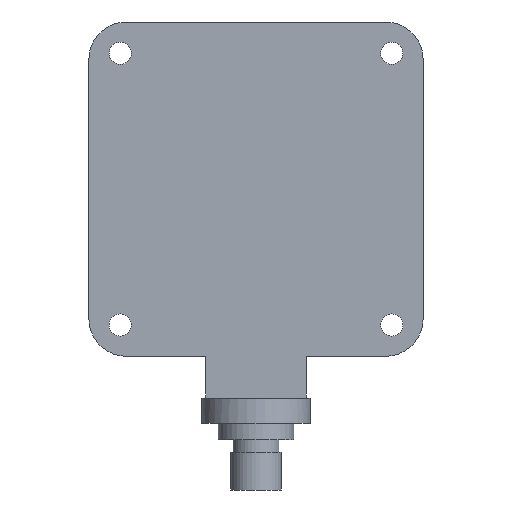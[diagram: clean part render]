
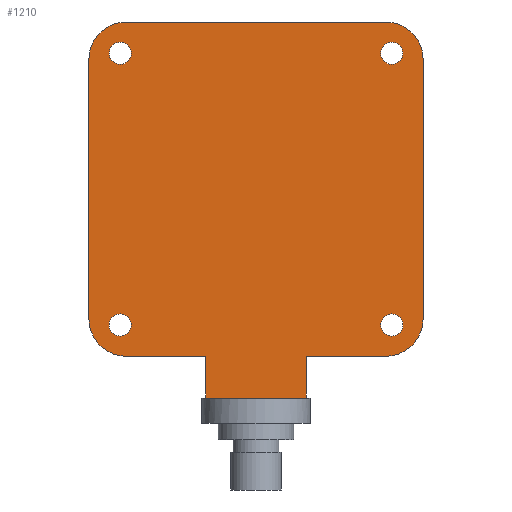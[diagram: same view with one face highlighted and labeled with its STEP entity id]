
A CAD part, front view. The second image highlights one B-rep face of the part: STEP entity #1210.
In plain terms, the highlighted planar face has unit normal (0, -1, 0).
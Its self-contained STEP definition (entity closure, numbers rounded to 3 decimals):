
#234=CARTESIAN_POINT('',(32.5,-26.,32.5));
#235=DIRECTION('',(0.,1.,0.));
#236=DIRECTION('',(1.,0.,0.));
#237=AXIS2_PLACEMENT_3D('',#234,#235,#236);
#242=CARTESIAN_POINT('',(32.5,-26.,32.5));
#243=DIRECTION('',(0.,1.,0.));
#244=DIRECTION('',(-1.,0.,0.));
#245=AXIS2_PLACEMENT_3D('',#242,#243,#244);
#250=CARTESIAN_POINT('',(32.5,-26.,-32.5));
#251=DIRECTION('',(0.,1.,0.));
#252=DIRECTION('',(0.,0.,-1.));
#253=AXIS2_PLACEMENT_3D('',#250,#251,#252);
#258=CARTESIAN_POINT('',(32.5,-26.,-32.5));
#259=DIRECTION('',(0.,1.,0.));
#260=DIRECTION('',(0.,0.,1.));
#261=AXIS2_PLACEMENT_3D('',#258,#259,#260);
#266=CARTESIAN_POINT('',(-32.5,-26.,-32.5));
#267=DIRECTION('',(0.,1.,0.));
#268=DIRECTION('',(-1.,0.,0.));
#269=AXIS2_PLACEMENT_3D('',#266,#267,#268);
#274=CARTESIAN_POINT('',(-32.5,-26.,-32.5));
#275=DIRECTION('',(0.,1.,0.));
#276=DIRECTION('',(1.,0.,0.));
#277=AXIS2_PLACEMENT_3D('',#274,#275,#276);
#282=CARTESIAN_POINT('',(-32.5,-26.,32.5));
#283=DIRECTION('',(0.,1.,0.));
#284=DIRECTION('',(0.,0.,1.));
#285=AXIS2_PLACEMENT_3D('',#282,#283,#284);
#290=CARTESIAN_POINT('',(-32.5,-26.,32.5));
#291=DIRECTION('',(0.,1.,0.));
#292=DIRECTION('',(0.,0.,-1.));
#293=AXIS2_PLACEMENT_3D('',#290,#291,#292);
#298=DIRECTION('',(1.,0.,0.));
#299=VECTOR('',#298,19.);
#300=CARTESIAN_POINT('',(12.,-26.,-40.));
#301=LINE('',#300,#299);
#305=DIRECTION('',(0.,0.,-1.));
#306=VECTOR('',#305,10.);
#307=CARTESIAN_POINT('',(12.,-26.,-40.));
#308=LINE('',#307,#306);
#312=DIRECTION('',(1.,0.,0.));
#313=VECTOR('',#312,19.);
#314=CARTESIAN_POINT('',(-31.,-26.,-40.));
#315=LINE('',#314,#313);
#319=CARTESIAN_POINT('',(-31.,-26.,-31.));
#320=DIRECTION('',(0.,-1.,0.));
#321=DIRECTION('',(-1.,0.,0.));
#322=AXIS2_PLACEMENT_3D('',#319,#320,#321);
#327=DIRECTION('',(0.,0.,-1.));
#328=VECTOR('',#327,62.);
#329=CARTESIAN_POINT('',(-40.,-26.,31.));
#330=LINE('',#329,#328);
#334=CARTESIAN_POINT('',(-31.,-26.,31.));
#335=DIRECTION('',(0.,-1.,0.));
#336=DIRECTION('',(0.,0.,1.));
#337=AXIS2_PLACEMENT_3D('',#334,#335,#336);
#342=DIRECTION('',(-1.,0.,0.));
#343=VECTOR('',#342,62.);
#344=CARTESIAN_POINT('',(31.,-26.,40.));
#345=LINE('',#344,#343);
#349=CARTESIAN_POINT('',(31.,-26.,31.));
#350=DIRECTION('',(0.,-1.,0.));
#351=DIRECTION('',(1.,0.,0.));
#352=AXIS2_PLACEMENT_3D('',#349,#350,#351);
#357=DIRECTION('',(0.,0.,1.));
#358=VECTOR('',#357,62.);
#359=CARTESIAN_POINT('',(40.,-26.,-31.));
#360=LINE('',#359,#358);
#364=CARTESIAN_POINT('',(31.,-26.,-31.));
#365=DIRECTION('',(0.,-1.,0.));
#366=DIRECTION('',(0.,0.,-1.));
#367=AXIS2_PLACEMENT_3D('',#364,#365,#366);
#641=DIRECTION('',(0.,0.,-1.));
#642=VECTOR('',#641,10.);
#643=CARTESIAN_POINT('',(-12.,-26.,-40.));
#644=LINE('',#643,#642);
#663=DIRECTION('',(-1.,0.,0.));
#664=VECTOR('',#663,24.);
#665=CARTESIAN_POINT('',(12.,-26.,-50.));
#666=LINE('',#665,#664);
#909=CARTESIAN_POINT('',(35.15,-26.,32.5));
#910=CARTESIAN_POINT('',(29.85,-26.,32.5));
#911=VERTEX_POINT('',#909);
#912=VERTEX_POINT('',#910);
#925=CARTESIAN_POINT('',(32.5,-26.,-35.15));
#926=CARTESIAN_POINT('',(32.5,-26.,-29.85));
#927=VERTEX_POINT('',#925);
#928=VERTEX_POINT('',#926);
#941=CARTESIAN_POINT('',(-35.15,-26.,-32.5));
#942=CARTESIAN_POINT('',(-29.85,-26.,-32.5));
#943=VERTEX_POINT('',#941);
#944=VERTEX_POINT('',#942);
#957=CARTESIAN_POINT('',(-32.5,-26.,35.15));
#958=CARTESIAN_POINT('',(-32.5,-26.,29.85));
#959=VERTEX_POINT('',#957);
#960=VERTEX_POINT('',#958);
#966=CARTESIAN_POINT('',(40.,-26.,-31.));
#968=VERTEX_POINT('',#966);
#971=CARTESIAN_POINT('',(31.,-26.,-40.));
#972=VERTEX_POINT('',#971);
#985=CARTESIAN_POINT('',(12.,-26.,-50.));
#986=CARTESIAN_POINT('',(-12.,-26.,-50.));
#987=VERTEX_POINT('',#985);
#988=VERTEX_POINT('',#986);
#989=CARTESIAN_POINT('',(12.,-26.,-40.));
#990=VERTEX_POINT('',#989);
#991=CARTESIAN_POINT('',(-12.,-26.,-40.));
#992=VERTEX_POINT('',#991);
#1037=CARTESIAN_POINT('',(40.,-26.,31.));
#1038=VERTEX_POINT('',#1037);
#1039=CARTESIAN_POINT('',(31.,-26.,40.));
#1040=VERTEX_POINT('',#1039);
#1041=CARTESIAN_POINT('',(-31.,-26.,40.));
#1042=VERTEX_POINT('',#1041);
#1043=CARTESIAN_POINT('',(-40.,-26.,31.));
#1044=VERTEX_POINT('',#1043);
#1045=CARTESIAN_POINT('',(-40.,-26.,-31.));
#1046=VERTEX_POINT('',#1045);
#1047=CARTESIAN_POINT('',(-31.,-26.,-40.));
#1048=VERTEX_POINT('',#1047);
#1156=CARTESIAN_POINT('',(0.,-26.,0.));
#1157=DIRECTION('',(0.,-1.,0.));
#1158=DIRECTION('',(-1.,0.,0.));
#1159=AXIS2_PLACEMENT_3D('',#1156,#1157,#1158);
#1160=PLANE('',#1159);
#1162=ORIENTED_EDGE('',*,*,#1161,.F.);
#1164=ORIENTED_EDGE('',*,*,#1163,.T.);
#1166=ORIENTED_EDGE('',*,*,#1165,.T.);
#1168=ORIENTED_EDGE('',*,*,#1167,.F.);
#1170=ORIENTED_EDGE('',*,*,#1169,.F.);
#1172=ORIENTED_EDGE('',*,*,#1171,.F.);
#1174=ORIENTED_EDGE('',*,*,#1173,.F.);
#1176=ORIENTED_EDGE('',*,*,#1175,.F.);
#1178=ORIENTED_EDGE('',*,*,#1177,.F.);
#1180=ORIENTED_EDGE('',*,*,#1179,.F.);
#1182=ORIENTED_EDGE('',*,*,#1181,.F.);
#1184=ORIENTED_EDGE('',*,*,#1183,.F.);
#1185=EDGE_LOOP('',(#1162,#1164,#1166,#1168,#1170,#1172,#1174,#1176,#1178,#1180,
#1182,#1184));
#1186=FACE_OUTER_BOUND('',#1185,.F.);
#1187=ORIENTED_EDGE('',*,*,#1146,.F.);
#1189=ORIENTED_EDGE('',*,*,#1188,.F.);
#1190=EDGE_LOOP('',(#1187,#1189));
#1191=FACE_BOUND('',#1190,.F.);
#1193=ORIENTED_EDGE('',*,*,#1192,.F.);
#1195=ORIENTED_EDGE('',*,*,#1194,.F.);
#1196=EDGE_LOOP('',(#1193,#1195));
#1197=FACE_BOUND('',#1196,.F.);
#1199=ORIENTED_EDGE('',*,*,#1198,.F.);
#1201=ORIENTED_EDGE('',*,*,#1200,.F.);
#1202=EDGE_LOOP('',(#1199,#1201));
#1203=FACE_BOUND('',#1202,.F.);
#1205=ORIENTED_EDGE('',*,*,#1204,.F.);
#1207=ORIENTED_EDGE('',*,*,#1206,.F.);
#1208=EDGE_LOOP('',(#1205,#1207));
#1209=FACE_BOUND('',#1208,.F.);
#1210=ADVANCED_FACE('',(#1186,#1191,#1197,#1203,#1209),#1160,.T.);
#238=CIRCLE('',#237,2.65);
#246=CIRCLE('',#245,2.65);
#254=CIRCLE('',#253,2.65);
#262=CIRCLE('',#261,2.65);
#270=CIRCLE('',#269,2.65);
#278=CIRCLE('',#277,2.65);
#286=CIRCLE('',#285,2.65);
#294=CIRCLE('',#293,2.65);
#323=CIRCLE('',#322,9.);
#338=CIRCLE('',#337,9.);
#353=CIRCLE('',#352,9.);
#368=CIRCLE('',#367,9.);
#1146=EDGE_CURVE('',#911,#912,#238,.T.);
#1161=EDGE_CURVE('',#990,#972,#301,.T.);
#1163=EDGE_CURVE('',#990,#987,#308,.T.);
#1165=EDGE_CURVE('',#987,#988,#666,.T.);
#1167=EDGE_CURVE('',#992,#988,#644,.T.);
#1169=EDGE_CURVE('',#1048,#992,#315,.T.);
#1171=EDGE_CURVE('',#1046,#1048,#323,.T.);
#1173=EDGE_CURVE('',#1044,#1046,#330,.T.);
#1175=EDGE_CURVE('',#1042,#1044,#338,.T.);
#1177=EDGE_CURVE('',#1040,#1042,#345,.T.);
#1179=EDGE_CURVE('',#1038,#1040,#353,.T.);
#1181=EDGE_CURVE('',#968,#1038,#360,.T.);
#1183=EDGE_CURVE('',#972,#968,#368,.T.);
#1188=EDGE_CURVE('',#912,#911,#246,.T.);
#1192=EDGE_CURVE('',#927,#928,#254,.T.);
#1194=EDGE_CURVE('',#928,#927,#262,.T.);
#1198=EDGE_CURVE('',#943,#944,#270,.T.);
#1200=EDGE_CURVE('',#944,#943,#278,.T.);
#1204=EDGE_CURVE('',#959,#960,#286,.T.);
#1206=EDGE_CURVE('',#960,#959,#294,.T.);
